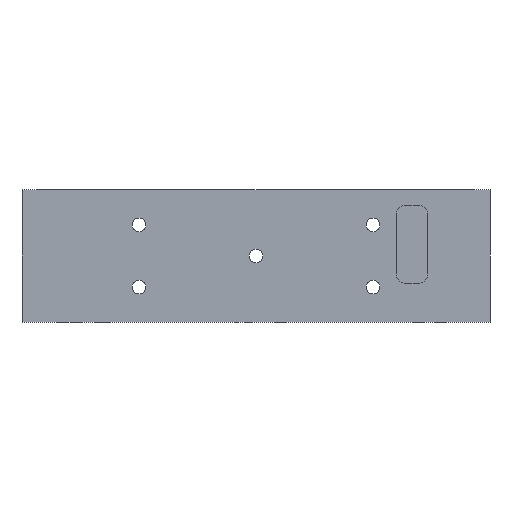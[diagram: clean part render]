
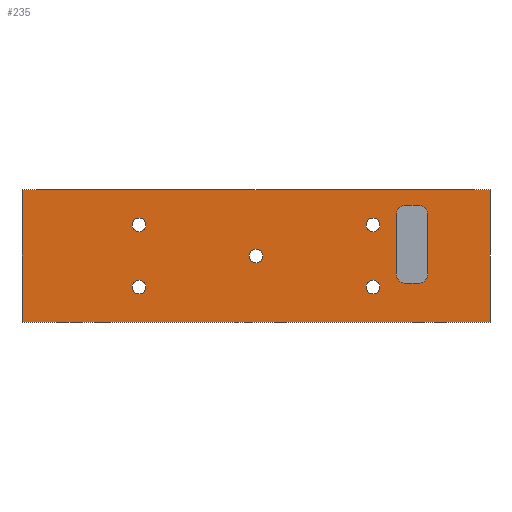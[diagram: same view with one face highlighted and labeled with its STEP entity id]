
A CAD part, front view. The second image highlights one B-rep face of the part: STEP entity #235.
In plain terms, the highlighted planar face has unit normal (0, -1, 0).
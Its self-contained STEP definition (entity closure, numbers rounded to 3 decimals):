
#21 = EDGE_CURVE('',#22,#24,#26,.T.);
#22 = VERTEX_POINT('',#23);
#23 = CARTESIAN_POINT('',(-75.,-50.,35.));
#24 = VERTEX_POINT('',#25);
#25 = CARTESIAN_POINT('',(75.,-50.,35.));
#26 = LINE('',#27,#28);
#27 = CARTESIAN_POINT('',(-75.,-50.,35.));
#28 = VECTOR('',#29,1.);
#29 = DIRECTION('',(1.,0.,0.));
#235 = ADVANCED_FACE('',(#236,#261,#272,#283,#294,#305,#375),#386,.T.);
#236 = FACE_BOUND('',#237,.T.);
#237 = EDGE_LOOP('',(#238,#246,#254,#260));
#238 = ORIENTED_EDGE('',*,*,#239,.F.);
#239 = EDGE_CURVE('',#240,#22,#242,.T.);
#240 = VERTEX_POINT('',#241);
#241 = CARTESIAN_POINT('',(-75.,-50.,-7.5));
#242 = LINE('',#243,#244);
#243 = CARTESIAN_POINT('',(-75.,-50.,0.));
#244 = VECTOR('',#245,1.);
#245 = DIRECTION('',(0.,0.,1.));
#246 = ORIENTED_EDGE('',*,*,#247,.T.);
#247 = EDGE_CURVE('',#240,#248,#250,.T.);
#248 = VERTEX_POINT('',#249);
#249 = CARTESIAN_POINT('',(75.,-50.,-7.5));
#250 = LINE('',#251,#252);
#251 = CARTESIAN_POINT('',(-75.,-50.,-7.5));
#252 = VECTOR('',#253,1.);
#253 = DIRECTION('',(1.,0.,0.));
#254 = ORIENTED_EDGE('',*,*,#255,.F.);
#255 = EDGE_CURVE('',#24,#248,#256,.T.);
#256 = LINE('',#257,#258);
#257 = CARTESIAN_POINT('',(75.,-50.,0.));
#258 = VECTOR('',#259,1.);
#259 = DIRECTION('',(0.,0.,-1.));
#260 = ORIENTED_EDGE('',*,*,#21,.F.);
#261 = FACE_BOUND('',#262,.T.);
#262 = EDGE_LOOP('',(#263));
#263 = ORIENTED_EDGE('',*,*,#264,.F.);
#264 = EDGE_CURVE('',#265,#265,#267,.T.);
#265 = VERTEX_POINT('',#266);
#266 = CARTESIAN_POINT('',(-35.325,-50.,23.75));
#267 = CIRCLE('',#268,2.175);
#268 = AXIS2_PLACEMENT_3D('',#269,#270,#271);
#269 = CARTESIAN_POINT('',(-37.5,-50.,23.75));
#270 = DIRECTION('',(0.,-1.,0.));
#271 = DIRECTION('',(1.,0.,0.));
#272 = FACE_BOUND('',#273,.T.);
#273 = EDGE_LOOP('',(#274));
#274 = ORIENTED_EDGE('',*,*,#275,.F.);
#275 = EDGE_CURVE('',#276,#276,#278,.T.);
#276 = VERTEX_POINT('',#277);
#277 = CARTESIAN_POINT('',(-35.325,-50.,3.75));
#278 = CIRCLE('',#279,2.175);
#279 = AXIS2_PLACEMENT_3D('',#280,#281,#282);
#280 = CARTESIAN_POINT('',(-37.5,-50.,3.75));
#281 = DIRECTION('',(0.,-1.,0.));
#282 = DIRECTION('',(1.,0.,0.));
#283 = FACE_BOUND('',#284,.T.);
#284 = EDGE_LOOP('',(#285));
#285 = ORIENTED_EDGE('',*,*,#286,.F.);
#286 = EDGE_CURVE('',#287,#287,#289,.T.);
#287 = VERTEX_POINT('',#288);
#288 = CARTESIAN_POINT('',(2.175,-50.,13.75));
#289 = CIRCLE('',#290,2.175);
#290 = AXIS2_PLACEMENT_3D('',#291,#292,#293);
#291 = CARTESIAN_POINT('',(0.,-50.,13.75));
#292 = DIRECTION('',(0.,-1.,0.));
#293 = DIRECTION('',(1.,0.,0.));
#294 = FACE_BOUND('',#295,.T.);
#295 = EDGE_LOOP('',(#296));
#296 = ORIENTED_EDGE('',*,*,#297,.F.);
#297 = EDGE_CURVE('',#298,#298,#300,.T.);
#298 = VERTEX_POINT('',#299);
#299 = CARTESIAN_POINT('',(39.675,-50.,23.75));
#300 = CIRCLE('',#301,2.175);
#301 = AXIS2_PLACEMENT_3D('',#302,#303,#304);
#302 = CARTESIAN_POINT('',(37.5,-50.,23.75));
#303 = DIRECTION('',(0.,-1.,0.));
#304 = DIRECTION('',(1.,0.,0.));
#305 = FACE_BOUND('',#306,.T.);
#306 = EDGE_LOOP('',(#307,#317,#326,#334,#343,#351,#360,#368));
#307 = ORIENTED_EDGE('',*,*,#308,.F.);
#308 = EDGE_CURVE('',#309,#311,#313,.T.);
#309 = VERTEX_POINT('',#310);
#310 = CARTESIAN_POINT('',(48.,-50.,5.));
#311 = VERTEX_POINT('',#312);
#312 = CARTESIAN_POINT('',(52.,-50.,5.));
#313 = LINE('',#314,#315);
#314 = CARTESIAN_POINT('',(48.,-50.,5.));
#315 = VECTOR('',#316,1.);
#316 = DIRECTION('',(1.,0.,0.));
#317 = ORIENTED_EDGE('',*,*,#318,.F.);
#318 = EDGE_CURVE('',#319,#309,#321,.T.);
#319 = VERTEX_POINT('',#320);
#320 = CARTESIAN_POINT('',(45.,-50.,8.));
#321 = CIRCLE('',#322,3.);
#322 = AXIS2_PLACEMENT_3D('',#323,#324,#325);
#323 = CARTESIAN_POINT('',(48.,-50.,8.));
#324 = DIRECTION('',(0.,-1.,0.));
#325 = DIRECTION('',(1.,0.,0.));
#326 = ORIENTED_EDGE('',*,*,#327,.F.);
#327 = EDGE_CURVE('',#328,#319,#330,.T.);
#328 = VERTEX_POINT('',#329);
#329 = CARTESIAN_POINT('',(45.,-50.,27.));
#330 = LINE('',#331,#332);
#331 = CARTESIAN_POINT('',(45.,-50.,27.));
#332 = VECTOR('',#333,1.);
#333 = DIRECTION('',(0.,0.,-1.));
#334 = ORIENTED_EDGE('',*,*,#335,.F.);
#335 = EDGE_CURVE('',#336,#328,#338,.T.);
#336 = VERTEX_POINT('',#337);
#337 = CARTESIAN_POINT('',(48.,-50.,30.));
#338 = CIRCLE('',#339,3.);
#339 = AXIS2_PLACEMENT_3D('',#340,#341,#342);
#340 = CARTESIAN_POINT('',(48.,-50.,27.));
#341 = DIRECTION('',(0.,-1.,0.));
#342 = DIRECTION('',(1.,0.,0.));
#343 = ORIENTED_EDGE('',*,*,#344,.F.);
#344 = EDGE_CURVE('',#345,#336,#347,.T.);
#345 = VERTEX_POINT('',#346);
#346 = CARTESIAN_POINT('',(52.,-50.,30.));
#347 = LINE('',#348,#349);
#348 = CARTESIAN_POINT('',(52.,-50.,30.));
#349 = VECTOR('',#350,1.);
#350 = DIRECTION('',(-1.,0.,0.));
#351 = ORIENTED_EDGE('',*,*,#352,.F.);
#352 = EDGE_CURVE('',#353,#345,#355,.T.);
#353 = VERTEX_POINT('',#354);
#354 = CARTESIAN_POINT('',(55.,-50.,27.));
#355 = CIRCLE('',#356,3.);
#356 = AXIS2_PLACEMENT_3D('',#357,#358,#359);
#357 = CARTESIAN_POINT('',(52.,-50.,27.));
#358 = DIRECTION('',(0.,-1.,0.));
#359 = DIRECTION('',(1.,0.,0.));
#360 = ORIENTED_EDGE('',*,*,#361,.F.);
#361 = EDGE_CURVE('',#362,#353,#364,.T.);
#362 = VERTEX_POINT('',#363);
#363 = CARTESIAN_POINT('',(55.,-50.,8.));
#364 = LINE('',#365,#366);
#365 = CARTESIAN_POINT('',(55.,-50.,8.));
#366 = VECTOR('',#367,1.);
#367 = DIRECTION('',(0.,0.,1.));
#368 = ORIENTED_EDGE('',*,*,#369,.F.);
#369 = EDGE_CURVE('',#311,#362,#370,.T.);
#370 = CIRCLE('',#371,3.);
#371 = AXIS2_PLACEMENT_3D('',#372,#373,#374);
#372 = CARTESIAN_POINT('',(52.,-50.,8.));
#373 = DIRECTION('',(0.,-1.,0.));
#374 = DIRECTION('',(1.,0.,0.));
#375 = FACE_BOUND('',#376,.T.);
#376 = EDGE_LOOP('',(#377));
#377 = ORIENTED_EDGE('',*,*,#378,.F.);
#378 = EDGE_CURVE('',#379,#379,#381,.T.);
#379 = VERTEX_POINT('',#380);
#380 = CARTESIAN_POINT('',(39.675,-50.,3.75));
#381 = CIRCLE('',#382,2.175);
#382 = AXIS2_PLACEMENT_3D('',#383,#384,#385);
#383 = CARTESIAN_POINT('',(37.5,-50.,3.75));
#384 = DIRECTION('',(0.,-1.,0.));
#385 = DIRECTION('',(1.,0.,0.));
#386 = PLANE('',#387);
#387 = AXIS2_PLACEMENT_3D('',#388,#389,#390);
#388 = CARTESIAN_POINT('',(0.,-50.,13.75));
#389 = DIRECTION('',(-0.,-1.,-0.));
#390 = DIRECTION('',(0.,0.,-1.));
